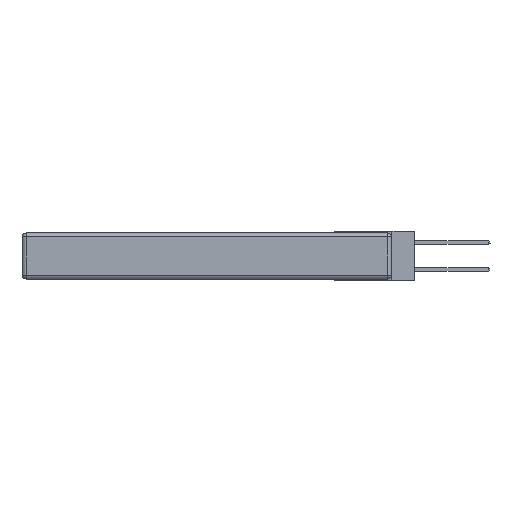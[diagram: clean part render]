
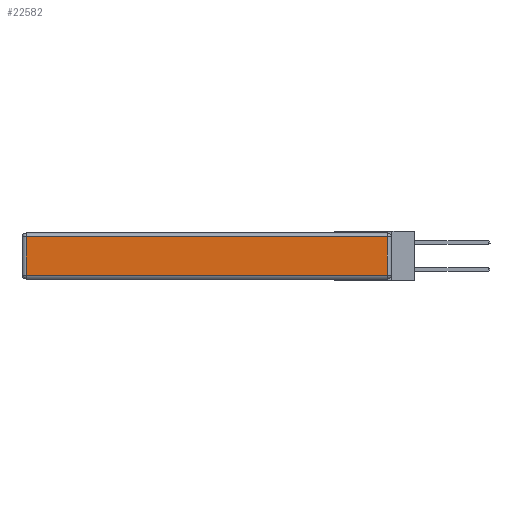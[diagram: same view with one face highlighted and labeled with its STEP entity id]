
A CAD part, left-side view. The second image highlights one B-rep face of the part: STEP entity #22582.
In plain terms, the highlighted planar face has unit normal (-1, 0, 0).
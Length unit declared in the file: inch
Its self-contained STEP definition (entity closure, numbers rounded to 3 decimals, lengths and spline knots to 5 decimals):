
#60 = DIRECTION ( 'NONE',  ( 0., 0., 1. ) ) ;
#226 = ORIENTED_EDGE ( 'NONE', *, *, #18984, .T. ) ;
#530 = CARTESIAN_POINT ( 'NONE',  ( 0., 0., -0.313 ) ) ;
#1126 = DIRECTION ( 'NONE',  ( 0., 1., 0. ) ) ;
#1463 = ORIENTED_EDGE ( 'NONE', *, *, #10154, .T. ) ;
#4289 = ORIENTED_EDGE ( 'NONE', *, *, #24589, .T. ) ;
#6279 = LINE ( 'NONE', #530, #9099 ) ;
#8619 = VERTEX_POINT ( 'NONE', #17527 ) ;
#9060 = ORIENTED_EDGE ( 'NONE', *, *, #18906, .T. ) ;
#9099 = VECTOR ( 'NONE', #18244, 39.37008 ) ;
#10154 = EDGE_CURVE ( 'NONE', #8619, #25838, #23366, .T. ) ;
#12427 = CARTESIAN_POINT ( 'NONE',  ( 0., 0.03, -0.343 ) ) ;
#12738 = VECTOR ( 'NONE', #15255, 39.37008 ) ;
#15255 = DIRECTION ( 'NONE',  ( 0., 0., -1. ) ) ;
#15841 = DIRECTION ( 'NONE',  ( -1., 0., 0. ) ) ;
#16983 = LINE ( 'NONE', #28760, #12738 ) ;
#17405 = VECTOR ( 'NONE', #1126, 39.37008 ) ;
#17527 = CARTESIAN_POINT ( 'NONE',  ( 0., 0.03, -0.03 ) ) ;
#17602 = PLANE ( 'NONE',  #20522 ) ;
#18244 = DIRECTION ( 'NONE',  ( 0., -1., 0. ) ) ;
#18906 = EDGE_CURVE ( 'NONE', #22418, #20617, #6279, .T. ) ;
#18984 = EDGE_CURVE ( 'NONE', #20617, #8619, #21019, .T. ) ;
#19492 = DIRECTION ( 'NONE',  ( 0., 0., 1. ) ) ;
#20222 = CARTESIAN_POINT ( 'NONE',  ( 0., 2.72, -0.03 ) ) ;
#20522 = AXIS2_PLACEMENT_3D ( 'NONE', #21834, #15841, #60 ) ;
#20617 = VERTEX_POINT ( 'NONE', #24905 ) ;
#21019 = LINE ( 'NONE', #12427, #22437 ) ;
#21834 = CARTESIAN_POINT ( 'NONE',  ( 0., 0., -0.343 ) ) ;
#22418 = VERTEX_POINT ( 'NONE', #28093 ) ;
#22437 = VECTOR ( 'NONE', #19492, 39.37008 ) ;
#22582 = ADVANCED_FACE ( 'NONE', ( #23264 ), #17602, .T. ) ;
#23264 = FACE_OUTER_BOUND ( 'NONE', #28267, .T. ) ;
#23366 = LINE ( 'NONE', #28066, #17405 ) ;
#24589 = EDGE_CURVE ( 'NONE', #25838, #22418, #16983, .T. ) ;
#24905 = CARTESIAN_POINT ( 'NONE',  ( 0., 0.03, -0.313 ) ) ;
#25838 = VERTEX_POINT ( 'NONE', #20222 ) ;
#28066 = CARTESIAN_POINT ( 'NONE',  ( 0., 2.75, -0.03 ) ) ;
#28093 = CARTESIAN_POINT ( 'NONE',  ( 0., 2.72, -0.313 ) ) ;
#28267 = EDGE_LOOP ( 'NONE', ( #9060, #226, #1463, #4289 ) ) ;
#28760 = CARTESIAN_POINT ( 'NONE',  ( 0., 2.72, -0.343 ) ) ;
